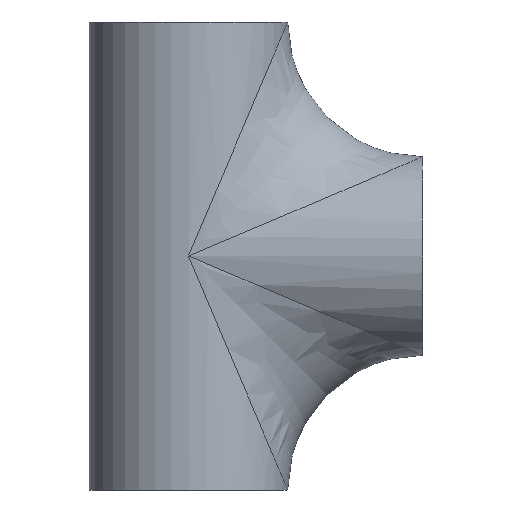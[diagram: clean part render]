
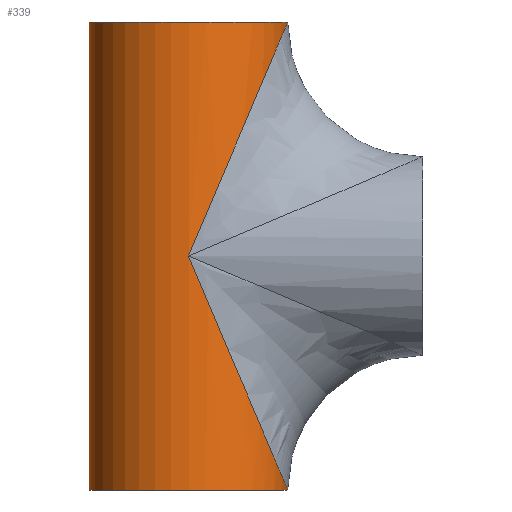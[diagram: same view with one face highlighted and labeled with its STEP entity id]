
A CAD part, front view. The second image highlights one B-rep face of the part: STEP entity #339.
In plain terms, the highlighted cylindrical face has radius 24.15 mm (diameter 48.3 mm), a partial arc.
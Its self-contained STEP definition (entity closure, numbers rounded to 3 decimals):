
#5 = FACE_OUTER_BOUND ( 'NONE', #78, .T. ) ;
#27 = DIRECTION ( 'NONE',  ( -1., 0., 0. ) ) ;
#47 = CARTESIAN_POINT ( 'NONE',  ( 14.147, -24.15, -33.39 ) ) ;
#78 = EDGE_LOOP ( 'NONE', ( #235, #600, #782, #1151, #1079 ) ) ;
#150 = VERTEX_POINT ( 'NONE', #625 ) ;
#167 = EDGE_CURVE ( 'NONE', #1129, #759, #893, .T. ) ;
#235 = ORIENTED_EDGE ( 'NONE', *, *, #860, .F. ) ;
#237 = VECTOR ( 'NONE', #854, 1000. ) ;
#281 = CARTESIAN_POINT ( 'NONE',  ( 24.15, -14.147, 57. ) ) ;
#290 = DIRECTION ( 'NONE',  ( 0., 0., 1. ) ) ;
#300 = EDGE_CURVE ( 'NONE', #411, #150, #979, .T. ) ;
#317 = VERTEX_POINT ( 'NONE', #1000 ) ;
#339 = ADVANCED_FACE ( 'NONE', ( #5 ), #648, .T. ) ;
#341 = AXIS2_PLACEMENT_3D ( 'NONE', #1025, #290, #480 ) ;
#372 = CARTESIAN_POINT ( 'NONE',  ( 0., -24.15, 0. ) ) ;
#373 = AXIS2_PLACEMENT_3D ( 'NONE', #450, #911, #728 ) ;
#411 = VERTEX_POINT ( 'NONE', #838 ) ;
#450 = CARTESIAN_POINT ( 'NONE',  ( 0., 0., -57. ) ) ;
#480 = DIRECTION ( 'NONE',  ( 1., 0., 0. ) ) ;
#532 = DIRECTION ( 'NONE',  ( 0., 0., -1. ) ) ;
#539 = CARTESIAN_POINT ( 'NONE',  ( 0., 0., 57. ) ) ;
#547 = CARTESIAN_POINT ( 'NONE',  ( 24.15, 0., 57. ) ) ;
#600 = ORIENTED_EDGE ( 'NONE', *, *, #852, .T. ) ;
#625 = CARTESIAN_POINT ( 'NONE',  ( 24.15, 0., 57. ) ) ;
#648 = CYLINDRICAL_SURFACE ( 'NONE', #750, 24.15 ) ;
#689 = CARTESIAN_POINT ( 'NONE',  ( 0., -24.15, 0. ) ) ;
#704 =( BOUNDED_CURVE ( )  B_SPLINE_CURVE ( 3, ( #755, #778, #47, #689 ),
 .UNSPECIFIED., .F., .F. ) 
 B_SPLINE_CURVE_WITH_KNOTS ( ( 4, 4 ),
 ( 3.142, 4.712 ),
 .UNSPECIFIED. ) 
 CURVE ( )  GEOMETRIC_REPRESENTATION_ITEM ( )  RATIONAL_B_SPLINE_CURVE ( ( 1., 0.805, 0.805, 1. ) ) 
 REPRESENTATION_ITEM ( '' )  );
#728 = DIRECTION ( 'NONE',  ( 1., 0., 0. ) ) ;
#735 = CARTESIAN_POINT ( 'NONE',  ( 14.147, -24.15, 33.39 ) ) ;
#750 = AXIS2_PLACEMENT_3D ( 'NONE', #539, #532, #27 ) ;
#755 = CARTESIAN_POINT ( 'NONE',  ( 24.15, 0., -57. ) ) ;
#759 = VERTEX_POINT ( 'NONE', #914 ) ;
#778 = CARTESIAN_POINT ( 'NONE',  ( 24.15, -14.147, -57. ) ) ;
#782 = ORIENTED_EDGE ( 'NONE', *, *, #167, .T. ) ;
#838 = CARTESIAN_POINT ( 'NONE',  ( 0., -24.15, 0. ) ) ;
#852 = EDGE_CURVE ( 'NONE', #317, #1129, #1019, .T. ) ;
#854 = DIRECTION ( 'NONE',  ( 0., 0., -1. ) ) ;
#855 = CIRCLE ( 'NONE', #341, 24.15 ) ;
#860 = EDGE_CURVE ( 'NONE', #317, #150, #855, .T. ) ;
#893 = CIRCLE ( 'NONE', #373, 24.15 ) ;
#911 = DIRECTION ( 'NONE',  ( 0., 0., 1. ) ) ;
#914 = CARTESIAN_POINT ( 'NONE',  ( 24.15, 0., -57. ) ) ;
#979 =( BOUNDED_CURVE ( )  B_SPLINE_CURVE ( 3, ( #372, #735, #281, #547 ),
 .UNSPECIFIED., .F., .T. ) 
 B_SPLINE_CURVE_WITH_KNOTS ( ( 4, 4 ),
 ( 1.571, 3.142 ),
 .UNSPECIFIED. ) 
 CURVE ( )  GEOMETRIC_REPRESENTATION_ITEM ( )  RATIONAL_B_SPLINE_CURVE ( ( 1., 0.805, 0.805, 1. ) ) 
 REPRESENTATION_ITEM ( '' )  );
#1000 = CARTESIAN_POINT ( 'NONE',  ( -24.15, 0., 57. ) ) ;
#1019 = LINE ( 'NONE', #1110, #237 ) ;
#1025 = CARTESIAN_POINT ( 'NONE',  ( 0., 0., 57. ) ) ;
#1058 = EDGE_CURVE ( 'NONE', #759, #411, #704, .T. ) ;
#1079 = ORIENTED_EDGE ( 'NONE', *, *, #300, .T. ) ;
#1110 = CARTESIAN_POINT ( 'NONE',  ( -24.15, 0., 57. ) ) ;
#1115 = CARTESIAN_POINT ( 'NONE',  ( -24.15, 0., -57. ) ) ;
#1129 = VERTEX_POINT ( 'NONE', #1115 ) ;
#1151 = ORIENTED_EDGE ( 'NONE', *, *, #1058, .T. ) ;
